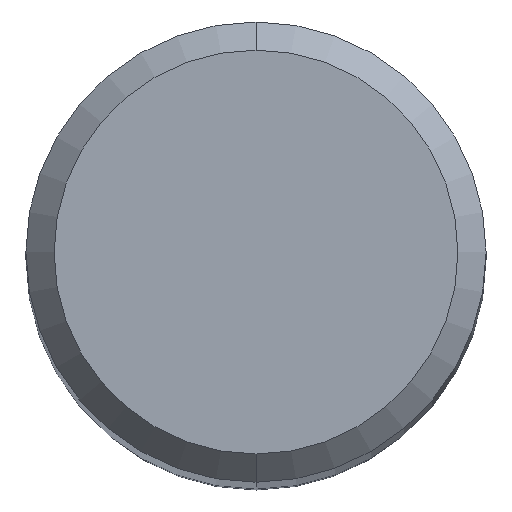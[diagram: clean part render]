
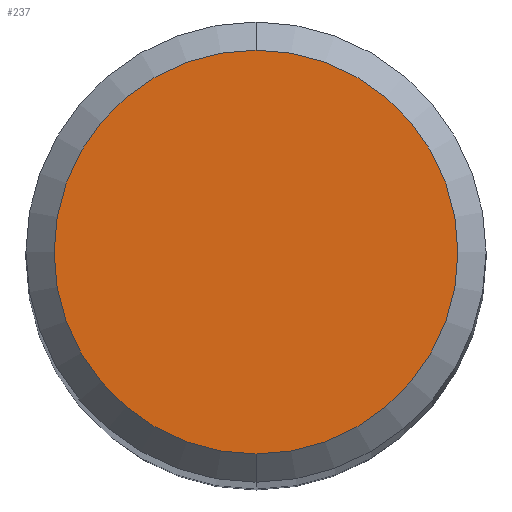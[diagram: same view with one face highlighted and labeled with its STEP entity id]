
A CAD part, top view. The second image highlights one B-rep face of the part: STEP entity #237.
In plain terms, the highlighted planar face has unit normal (0, 0, 1).
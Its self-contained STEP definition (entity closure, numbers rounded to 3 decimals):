
#237=ADVANCED_FACE('',(#481),#482,.T.);
#239=EDGE_CURVE('',#255,#331,#484,.T.);
#255=VERTEX_POINT('',#503);
#309=EDGE_CURVE('',#331,#255,#563,.T.);
#331=VERTEX_POINT('',#588);
#481=FACE_OUTER_BOUND('',#764,.T.);
#482=PLANE('',#765);
#484=CIRCLE('',#768,2.15);
#503=CARTESIAN_POINT('',(0.0,2.15,0.0));
#563=CIRCLE('',#871,2.15);
#588=CARTESIAN_POINT('',(0.,-2.15,0.0));
#764=EDGE_LOOP('',(#1073,#1074));
#765=AXIS2_PLACEMENT_3D('',#1075,#1076,#1077);
#768=AXIS2_PLACEMENT_3D('',#1078,#1079,#1080);
#871=AXIS2_PLACEMENT_3D('',#1186,#1187,#1188);
#1073=ORIENTED_EDGE('',*,*,#239,.F.);
#1074=ORIENTED_EDGE('',*,*,#309,.F.);
#1075=CARTESIAN_POINT('',(0.0,1.075,0.0));
#1076=DIRECTION('',(-0.0,0.0,1.0));
#1077=DIRECTION('',(0.0,-1.0,0.0));
#1078=CARTESIAN_POINT('',(0.0,0.0,0.0));
#1079=DIRECTION('',(0.0,0.0,-1.0));
#1080=DIRECTION('',(0.0,1.0,0.0));
#1186=CARTESIAN_POINT('',(0.0,0.0,0.0));
#1187=DIRECTION('',(0.0,0.0,-1.0));
#1188=DIRECTION('',(0.0,1.0,0.0));
